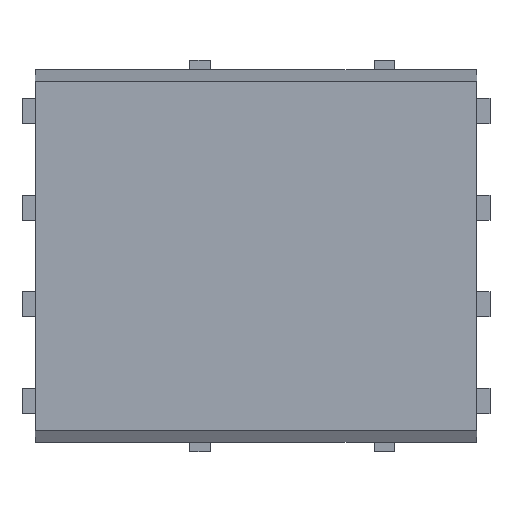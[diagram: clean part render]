
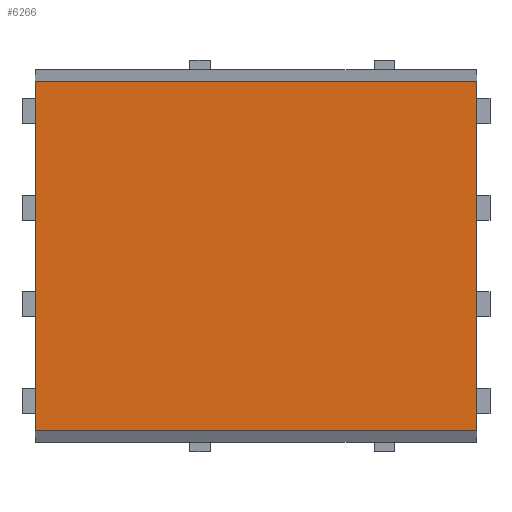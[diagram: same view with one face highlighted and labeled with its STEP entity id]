
A CAD part, front view. The second image highlights one B-rep face of the part: STEP entity #6266.
In plain terms, the highlighted planar face has unit normal (0, -1, 0).
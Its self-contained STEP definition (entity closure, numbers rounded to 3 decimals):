
#695=ORIENTED_EDGE('',*,*,#2228,.T.);
#696=ORIENTED_EDGE('',*,*,#2229,.F.);
#697=ORIENTED_EDGE('',*,*,#2230,.F.);
#698=ORIENTED_EDGE('',*,*,#2225,.T.);
#2225=EDGE_CURVE('',#3013,#3012,#3739,.T.);
#2228=EDGE_CURVE('',#3012,#3015,#3742,.T.);
#2229=EDGE_CURVE('',#3016,#3015,#3743,.T.);
#2230=EDGE_CURVE('',#3013,#3016,#3744,.T.);
#3012=VERTEX_POINT('',#10387);
#3013=VERTEX_POINT('',#10389);
#3015=VERTEX_POINT('',#10395);
#3016=VERTEX_POINT('',#10397);
#3739=LINE('',#10388,#4649);
#3742=LINE('',#10394,#4652);
#3743=LINE('',#10396,#4653);
#3744=LINE('',#10398,#4654);
#4649=VECTOR('',#8712,1000.);
#4652=VECTOR('',#8717,1000.);
#4653=VECTOR('',#8718,1000.);
#4654=VECTOR('',#8719,1000.);
#5312=EDGE_LOOP('',(#695,#696,#697,#698));
#5630=FACE_BOUND('',#5312,.T.);
#5948=PLANE('',#7887);
#6266=ADVANCED_FACE('',(#5630),#5948,.F.);
#7887=AXIS2_PLACEMENT_3D('',#10393,#8715,#8716);
#8712=DIRECTION('',(1.,0.,0.));
#8715=DIRECTION('',(0.,1.,0.));
#8716=DIRECTION('',(-1.,0.,0.));
#8717=DIRECTION('',(0.,0.,1.));
#8718=DIRECTION('',(1.,0.,0.));
#8719=DIRECTION('',(0.,0.,1.));
#10387=CARTESIAN_POINT('',(2.9,0.,-2.294));
#10388=CARTESIAN_POINT('',(-2.9,0.,-2.294));
#10389=CARTESIAN_POINT('',(-2.9,0.,-2.294));
#10393=CARTESIAN_POINT('',(-2.9,0.,2.294));
#10394=CARTESIAN_POINT('',(2.9,0.,2.294));
#10395=CARTESIAN_POINT('',(2.9,0.,2.294));
#10396=CARTESIAN_POINT('',(-2.9,0.,2.294));
#10397=CARTESIAN_POINT('',(-2.9,0.,2.294));
#10398=CARTESIAN_POINT('',(-2.9,0.,-2.294));
